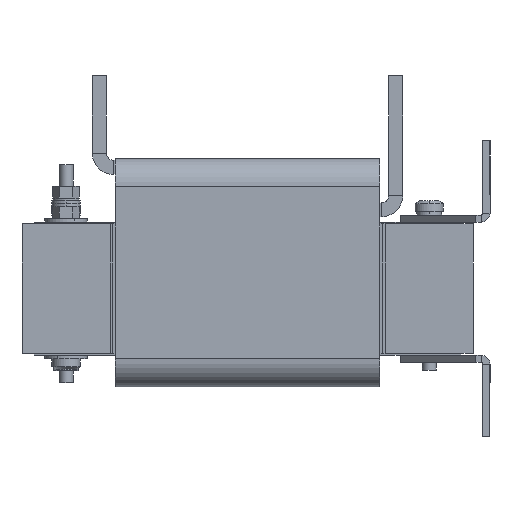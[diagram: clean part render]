
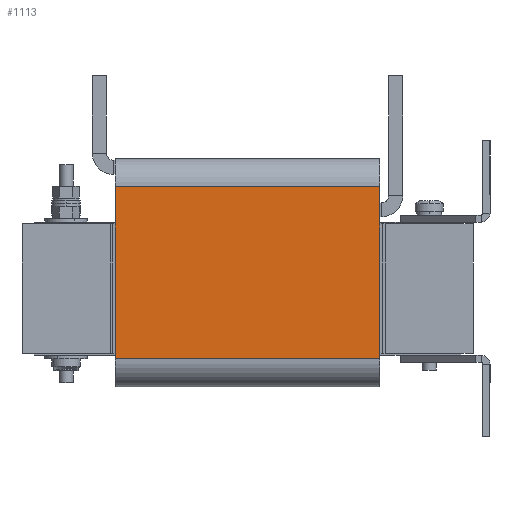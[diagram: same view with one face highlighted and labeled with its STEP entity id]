
A CAD part, left-side view. The second image highlights one B-rep face of the part: STEP entity #1113.
In plain terms, the highlighted planar face has unit normal (-1, 0, 0).
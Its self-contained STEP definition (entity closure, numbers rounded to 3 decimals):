
#479 = ORIENTED_EDGE ( 'NONE', *, *, #4650, .T. ) ;
#694 = EDGE_CURVE ( 'Defeature ausgef�hrt3_27+Defeature ausgef�hrt3_26+Defeature ausgef�hrt3_23+Defeature ausgef�hrt3_24', #8195, #3629, #9214, .T. ) ;
#918 = VERTEX_POINT ( 'NONE', #5562 ) ;
#1113 = ADVANCED_FACE ( 'Defeature ausgef�hrt3_26', ( #3734 ), #9363, .T. ) ;
#1357 = DIRECTION ( 'NONE',  ( 0., 0., -1. ) ) ;
#2815 = ORIENTED_EDGE ( 'NONE', *, *, #694, .F. ) ;
#3591 = DIRECTION ( 'NONE',  ( 0., 0., -1. ) ) ;
#3629 = VERTEX_POINT ( 'NONE', #11322 ) ;
#3734 = FACE_OUTER_BOUND ( 'NONE', #10290, .T. ) ;
#3829 = LINE ( 'NONE', #8929, #11634 ) ;
#4650 = EDGE_CURVE ( 'Defeature ausgef�hrt3_26+Defeature ausgef�hrt3_23+Defeature ausgef�hrt3_27+Defeature ausgef�hrt3_25', #8195, #918, #6808, .T. ) ;
#4696 = EDGE_CURVE ( 'Defeature ausgef�hrt3_24+Defeature ausgef�hrt3_26+Defeature ausgef�hrt3_27+Defeature ausgef�hrt3_25', #3629, #11053, #3829, .T. ) ;
#4845 = ORIENTED_EDGE ( 'NONE', *, *, #4696, .F. ) ;
#5093 = ORIENTED_EDGE ( 'NONE', *, *, #10037, .T. ) ;
#5562 = CARTESIAN_POINT ( 'NONE',  ( -145., 75., -39.75 ) ) ;
#5587 = CARTESIAN_POINT ( 'NONE',  ( -145., 75., 0. ) ) ;
#6808 = LINE ( 'NONE', #5587, #11296 ) ;
#7187 = CARTESIAN_POINT ( 'NONE',  ( -145., 75., 0. ) ) ;
#7458 = CARTESIAN_POINT ( 'NONE',  ( -145., 75., -39.75 ) ) ;
#8195 = VERTEX_POINT ( 'NONE', #13615 ) ;
#8929 = CARTESIAN_POINT ( 'NONE',  ( -145., -75., 0. ) ) ;
#9214 = LINE ( 'NONE', #12565, #11387 ) ;
#9363 = PLANE ( 'NONE',  #9453 ) ;
#9453 = AXIS2_PLACEMENT_3D ( 'NONE', #7187, #10339, #13622 ) ;
#9593 = DIRECTION ( 'NONE',  ( 0., -1., 0. ) ) ;
#10037 = EDGE_CURVE ( 'Defeature ausgef�hrt3_26+Defeature ausgef�hrt3_25+Defeature ausgef�hrt3_23+Defeature ausgef�hrt3_24', #918, #11053, #13759, .T. ) ;
#10290 = EDGE_LOOP ( 'NONE', ( #4845, #2815, #479, #5093 ) ) ;
#10339 = DIRECTION ( 'NONE',  ( -1., 0., 0. ) ) ;
#11053 = VERTEX_POINT ( 'NONE', #13764 ) ;
#11296 = VECTOR ( 'NONE', #3591, 1000. ) ;
#11322 = CARTESIAN_POINT ( 'NONE',  ( -145., -75., 57.75 ) ) ;
#11387 = VECTOR ( 'NONE', #9593, 1000. ) ;
#11391 = VECTOR ( 'NONE', #11640, 1000. ) ;
#11634 = VECTOR ( 'NONE', #1357, 1000. ) ;
#11640 = DIRECTION ( 'NONE',  ( 0., -1., 0. ) ) ;
#12565 = CARTESIAN_POINT ( 'NONE',  ( -145., 75., 57.75 ) ) ;
#13615 = CARTESIAN_POINT ( 'NONE',  ( -145., 75., 57.75 ) ) ;
#13622 = DIRECTION ( 'NONE',  ( 0., 1., 0. ) ) ;
#13759 = LINE ( 'NONE', #7458, #11391 ) ;
#13764 = CARTESIAN_POINT ( 'NONE',  ( -145., -75., -39.75 ) ) ;
